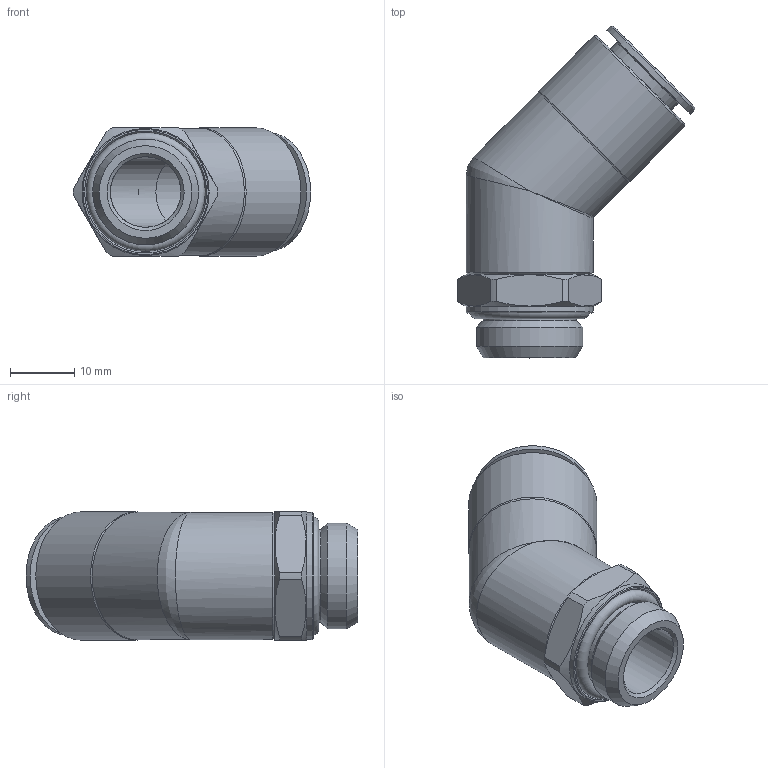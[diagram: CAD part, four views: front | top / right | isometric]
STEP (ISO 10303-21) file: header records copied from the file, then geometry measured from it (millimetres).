
FILE_DESCRIPTION(( 'MA.1.12.38-45.stp' ), '1');
FILE_NAME( 'MA.1.12.38-45.stp', '2021-03-01T15:07:24',( 'Sopra'),('sopra-pneumatic.com'), 'SwSTEP 2.0','SolidWorks 2009','' );
FILE_SCHEMA( ( 'CONFIG_CONTROL_DESIGN' ) );
Length unit declared in the file: metre
Products named in the file (4): A0060063-45; NONE
Assembly tree (3 placements, depth 2):
  A0060063-45
    NONE
    NONE
    NONE
Bounding box: 36.95 x 51.7 x 20 mm (x, y, z)
Volume: 10114.2 mm3; surface area: 6271.4 mm2
Topology: 3 solids, 3 shells, 59 faces, 140 edges, 86 vertices
Faces by surface type: plane 19, cylinder 17, cone 16, torus 4, bspline 3
Full cylindrical faces by diameter (mm): 11 x2, 12.15 x1, 13.5 x1, 14.5 x1, 16.5 x1, 18.5 x1, 19.8 x3, 20 x1
Entity records: 2061 total; most frequent: CARTESIAN_POINT 794, DIRECTION 232, ORIENTED_EDGE 200, AXIS2_PLACEMENT_3D 110, EDGE_CURVE 100, EDGE_LOOP 94, VERTEX_POINT 81, FACE_OUTER_BOUND 72
